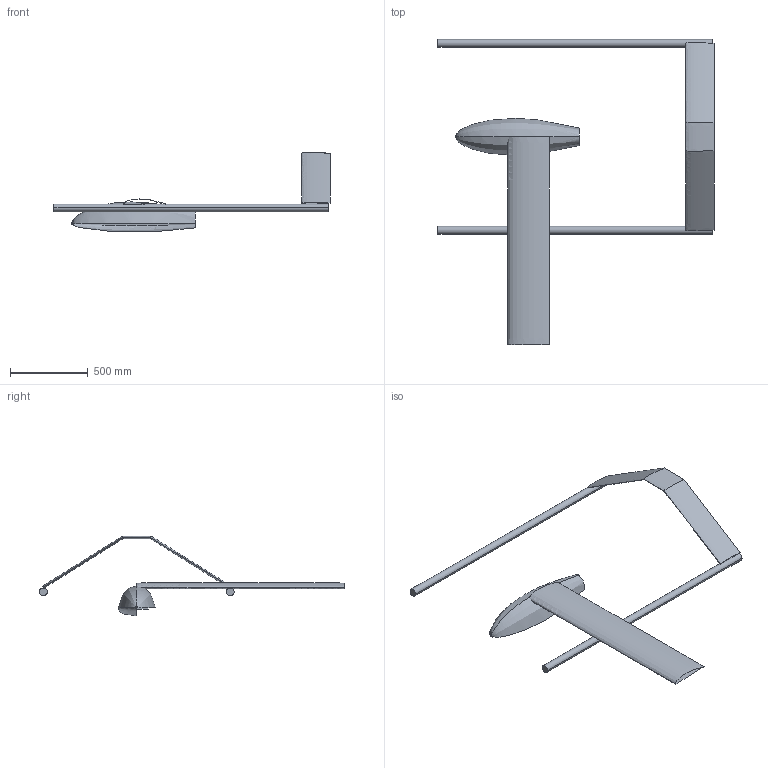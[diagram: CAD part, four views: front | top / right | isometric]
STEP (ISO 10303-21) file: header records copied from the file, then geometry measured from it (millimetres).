
FILE_DESCRIPTION(('CATIA V5 STEP Exchange'),'2;1');
FILE_NAME('A490-01-A-INT-0001-A.stp','2023-11-01T08:17:54+00:00',('none'),('none'),'CATIA Version 5-6 Release 2016 SP4','CATIA V5 STEP AP203','none');
FILE_SCHEMA(('CONFIG_CONTROL_DESIGN'));
Length unit declared in the file: millimetre
Products named in the file (4): AERO 490 Vehicle; Outer Mold Line - Aerodynamics; Structures_1; Propulsion Components
Assembly tree (8 placements, depth 3):
  AERO 490 Vehicle
    Outer Mold Line - Aerodynamics
      #65
      #3852
      #5327
      #5602
    Structures_1
    Propulsion Components
      #6646
Bounding box: 1771.88 x 1958.3 x 511.74 mm (x, y, z)
Volume: 2866710 mm3; surface area: 2382630.7 mm2
Topology: 5 solids, 16 shells, 49 faces, 127 edges, 176 vertices
Faces by surface type: plane 34, extrusion 8, cylinder 4, bspline 3
Entity records: 7335 total; most frequent: CARTESIAN_POINT 6068, DIRECTION 191, ORIENTED_EDGE 188, EDGE_CURVE 112, VECTOR 80, VERTEX_POINT 80, LINE 72, AXIS2_PLACEMENT_3D 66
